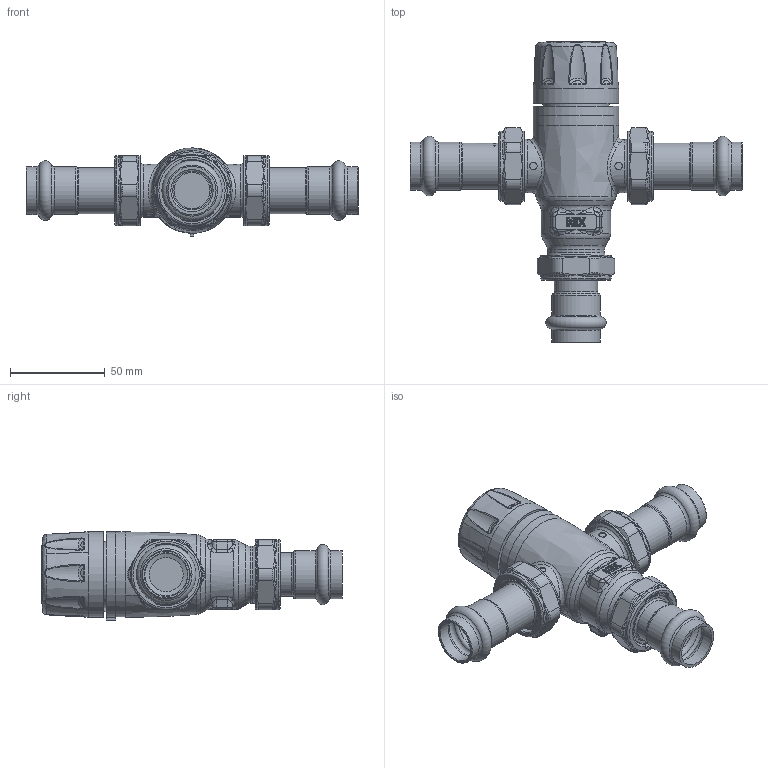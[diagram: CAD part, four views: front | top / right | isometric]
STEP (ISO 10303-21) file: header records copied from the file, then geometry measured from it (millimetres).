
FILE_DESCRIPTION(/* description */ (''),/* implementation_level */ '2;1');
FILE_NAME(/* name */ '521506AC.stp',/* time_stamp */ '2025-06-03T09:58:15-05:00',/* author */ ('mschreiner'),/* organization */ (''),/* preprocessor_version */ 'ST-DEVELOPER v20',/* originating_system */ 'Autodesk Inventor 2024',/* authorisation */ '');
FILE_SCHEMA (('AUTOMOTIVE_DESIGN { 1 0 10303 214 3 1 1 }'));
Length unit declared in the file: millimetre
Products named in the file (5): 521506AC; 521101A; NA10419 copper tailpiece; NA10744 press tailpiece 0.75 inch; F0000698 1 inch slip nut
Assembly tree (7 placements, depth 2):
  521506AC
    521101A
    NA10419 copper tailpiece  x2
    NA10744 press tailpiece 0.75 inch
    F0000698 1 inch slip nut  x3
Bounding box: 175.11 x 158.38 x 46.5 mm (x, y, z)
Volume: 223475.3 mm3; surface area: 58766.5 mm2
Topology: 7 solids, 7 shells, 1582 faces, 3675 edges, 2006 vertices
Faces by surface type: bspline 625, cylinder 444, plane 222, torus 109, cone 102, sphere 80
Full cylindrical faces by diameter (mm): 2 x1, 4 x2, 8 x1, 9 x1, 18.009 x2, 19.05 x1, 20.091 x4, 20.625 x2, 22.352 x2, 22.504 x4, 22.86 x1, 24.384 x2, 25.298 x4, 25.4 x2, 27.686 x3, 28 x2, 29.515 x1, 29.527 x2, 30 x1, 30.5 x3, 31 x1, 33.1 x3, 37 x6, 45 x2
Entity records: 90290 total; most frequent: CARTESIAN_POINT 62033, ORIENTED_EDGE 5882, DIRECTION 5211, EDGE_CURVE 2941, AXIS2_PLACEMENT_3D 2195, VERTEX_POINT 1662, EDGE_LOOP 1363, FACE_OUTER_BOUND 1322
